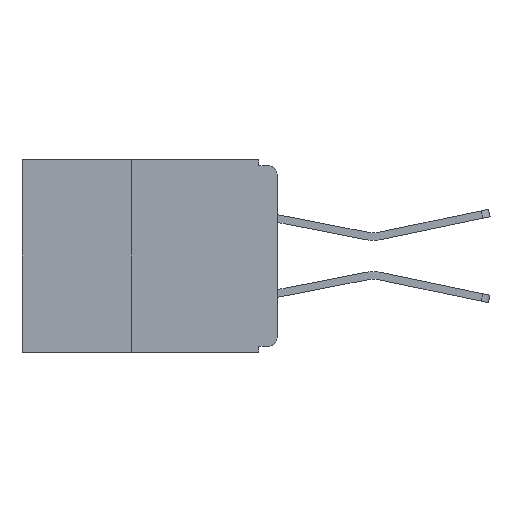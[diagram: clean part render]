
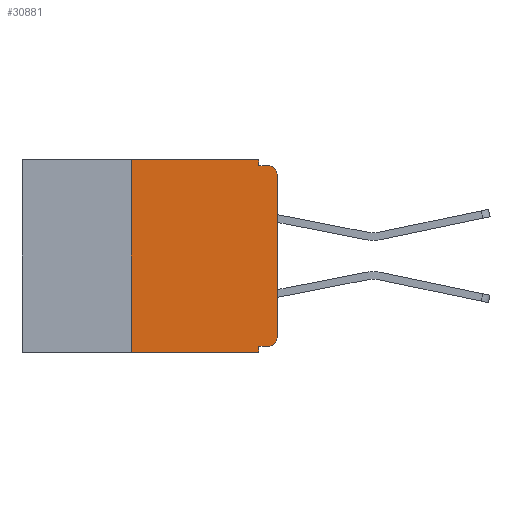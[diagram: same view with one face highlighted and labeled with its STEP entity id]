
A CAD part, left-side view. The second image highlights one B-rep face of the part: STEP entity #30881.
In plain terms, the highlighted planar face has unit normal (-1, 0, 0).
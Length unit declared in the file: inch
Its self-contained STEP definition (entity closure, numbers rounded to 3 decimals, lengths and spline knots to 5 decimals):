
#548 = VECTOR ( 'NONE', #15953, 39.37008 ) ;
#706 = DIRECTION ( 'NONE',  ( 1., 0., 0. ) ) ;
#1052 = DIRECTION ( 'NONE',  ( 0., 0., -1. ) ) ;
#1079 = CARTESIAN_POINT ( 'NONE',  ( 0., 0.031, -0.32 ) ) ;
#1503 = CIRCLE ( 'NONE', #19821, 0.015 ) ;
#1861 = VERTEX_POINT ( 'NONE', #15253 ) ;
#2172 = EDGE_CURVE ( 'NONE', #28386, #6237, #15004, .T. ) ;
#2344 = DIRECTION ( 'NONE',  ( 0., 0., -1. ) ) ;
#2560 = DIRECTION ( 'NONE',  ( 0., -1., 0. ) ) ;
#3738 = VERTEX_POINT ( 'NONE', #17163 ) ;
#4391 = EDGE_CURVE ( 'NONE', #1861, #27989, #9709, .T. ) ;
#5110 = LINE ( 'NONE', #15623, #31083 ) ;
#5216 = VECTOR ( 'NONE', #25546, 39.37008 ) ;
#5554 = VERTEX_POINT ( 'NONE', #1079 ) ;
#5676 = EDGE_CURVE ( 'NONE', #10907, #24981, #10858, .T. ) ;
#6064 = CARTESIAN_POINT ( 'NONE',  ( 0., 0.031, -0.33 ) ) ;
#6237 = VERTEX_POINT ( 'NONE', #17008 ) ;
#6296 = CARTESIAN_POINT ( 'NONE',  ( 0., 0.25, 0. ) ) ;
#6852 = DIRECTION ( 'NONE',  ( -1., 0., 0. ) ) ;
#7215 = VERTEX_POINT ( 'NONE', #6064 ) ;
#7885 = CARTESIAN_POINT ( 'NONE',  ( 0., 0., -0.32 ) ) ;
#8989 = EDGE_CURVE ( 'NONE', #6237, #3738, #5110, .T. ) ;
#9434 = AXIS2_PLACEMENT_3D ( 'NONE', #22054, #6852, #24546 ) ;
#9633 = ORIENTED_EDGE ( 'NONE', *, *, #26685, .T. ) ;
#9709 = LINE ( 'NONE', #24296, #28934 ) ;
#10688 = ORIENTED_EDGE ( 'NONE', *, *, #22390, .T. ) ;
#10858 = CIRCLE ( 'NONE', #9434, 0.015 ) ;
#10907 = VERTEX_POINT ( 'NONE', #19679 ) ;
#12035 = EDGE_CURVE ( 'NONE', #5554, #7215, #21596, .T. ) ;
#12751 = CARTESIAN_POINT ( 'NONE',  ( 0., 0.437, -0.33 ) ) ;
#13107 = ORIENTED_EDGE ( 'NONE', *, *, #8989, .F. ) ;
#13219 = EDGE_CURVE ( 'NONE', #10907, #5554, #29663, .T. ) ;
#13635 = CARTESIAN_POINT ( 'NONE',  ( 0., 0.031, 0. ) ) ;
#13856 = CARTESIAN_POINT ( 'NONE',  ( 0., 0., -0.305 ) ) ;
#14194 = ORIENTED_EDGE ( 'NONE', *, *, #2172, .F. ) ;
#14270 = VERTEX_POINT ( 'NONE', #16988 ) ;
#15004 = LINE ( 'NONE', #27881, #548 ) ;
#15189 = LINE ( 'NONE', #22896, #21916 ) ;
#15253 = CARTESIAN_POINT ( 'NONE',  ( 0., 0.25, -0.33 ) ) ;
#15273 = DIRECTION ( 'NONE',  ( 0., -1., 0. ) ) ;
#15501 = EDGE_LOOP ( 'NONE', ( #9633, #10688, #13107, #14194, #16295, #18600, #25311, #26863, #27640, #28475 ) ) ;
#15623 = CARTESIAN_POINT ( 'NONE',  ( 0., 0., -0.01 ) ) ;
#15953 = DIRECTION ( 'NONE',  ( 0., 0., -1. ) ) ;
#16065 = DIRECTION ( 'NONE',  ( 0., 0., 1. ) ) ;
#16295 = ORIENTED_EDGE ( 'NONE', *, *, #30734, .F. ) ;
#16365 = CARTESIAN_POINT ( 'NONE',  ( 0., 0.031, -0.33 ) ) ;
#16611 = VECTOR ( 'NONE', #16065, 39.37008 ) ;
#16988 = CARTESIAN_POINT ( 'NONE',  ( 0., 0., -0.025 ) ) ;
#17008 = CARTESIAN_POINT ( 'NONE',  ( 0., 0.031, -0.01 ) ) ;
#17163 = CARTESIAN_POINT ( 'NONE',  ( 0., 0.015, -0.01 ) ) ;
#17584 = DIRECTION ( 'NONE',  ( -1., 0., 0. ) ) ;
#18141 = DIRECTION ( 'NONE',  ( 0., -1., 0. ) ) ;
#18275 = AXIS2_PLACEMENT_3D ( 'NONE', #28533, #706, #18559 ) ;
#18559 = DIRECTION ( 'NONE',  ( 0., 0., -1. ) ) ;
#18600 = ORIENTED_EDGE ( 'NONE', *, *, #4391, .F. ) ;
#19679 = CARTESIAN_POINT ( 'NONE',  ( 0., 0.015, -0.32 ) ) ;
#19821 = AXIS2_PLACEMENT_3D ( 'NONE', #32444, #17584, #2344 ) ;
#20133 = VECTOR ( 'NONE', #15273, 39.37008 ) ;
#20910 = LINE ( 'NONE', #12751, #20133 ) ;
#21596 = LINE ( 'NONE', #16365, #22391 ) ;
#21916 = VECTOR ( 'NONE', #2560, 39.37008 ) ;
#22054 = CARTESIAN_POINT ( 'NONE',  ( 0., 0.015, -0.305 ) ) ;
#22390 = EDGE_CURVE ( 'NONE', #14270, #3738, #1503, .T. ) ;
#22391 = VECTOR ( 'NONE', #1052, 39.37008 ) ;
#22896 = CARTESIAN_POINT ( 'NONE',  ( 0., 0.437, 0. ) ) ;
#24296 = CARTESIAN_POINT ( 'NONE',  ( 0., 0.25, -0.33 ) ) ;
#24546 = DIRECTION ( 'NONE',  ( 0., 0., -1. ) ) ;
#24981 = VERTEX_POINT ( 'NONE', #13856 ) ;
#25311 = ORIENTED_EDGE ( 'NONE', *, *, #28757, .T. ) ;
#25546 = DIRECTION ( 'NONE',  ( 0., 1., 0. ) ) ;
#25839 = PLANE ( 'NONE',  #18275 ) ;
#26685 = EDGE_CURVE ( 'NONE', #24981, #14270, #29145, .T. ) ;
#26804 = DIRECTION ( 'NONE',  ( 0., 0., 1. ) ) ;
#26863 = ORIENTED_EDGE ( 'NONE', *, *, #12035, .F. ) ;
#27640 = ORIENTED_EDGE ( 'NONE', *, *, #13219, .F. ) ;
#27881 = CARTESIAN_POINT ( 'NONE',  ( 0., 0.031, 0. ) ) ;
#27989 = VERTEX_POINT ( 'NONE', #6296 ) ;
#28386 = VERTEX_POINT ( 'NONE', #13635 ) ;
#28475 = ORIENTED_EDGE ( 'NONE', *, *, #5676, .T. ) ;
#28533 = CARTESIAN_POINT ( 'NONE',  ( 0., 0.437, 0. ) ) ;
#28757 = EDGE_CURVE ( 'NONE', #1861, #7215, #20910, .T. ) ;
#28934 = VECTOR ( 'NONE', #26804, 39.37008 ) ;
#29145 = LINE ( 'NONE', #31010, #16611 ) ;
#29663 = LINE ( 'NONE', #7885, #5216 ) ;
#30422 = FACE_OUTER_BOUND ( 'NONE', #15501, .T. ) ;
#30734 = EDGE_CURVE ( 'NONE', #27989, #28386, #15189, .T. ) ;
#30881 = ADVANCED_FACE ( 'NONE', ( #30422 ), #25839, .F. ) ;
#31010 = CARTESIAN_POINT ( 'NONE',  ( 0., 0., 0. ) ) ;
#31083 = VECTOR ( 'NONE', #18141, 39.37008 ) ;
#32444 = CARTESIAN_POINT ( 'NONE',  ( 0., 0.015, -0.025 ) ) ;
